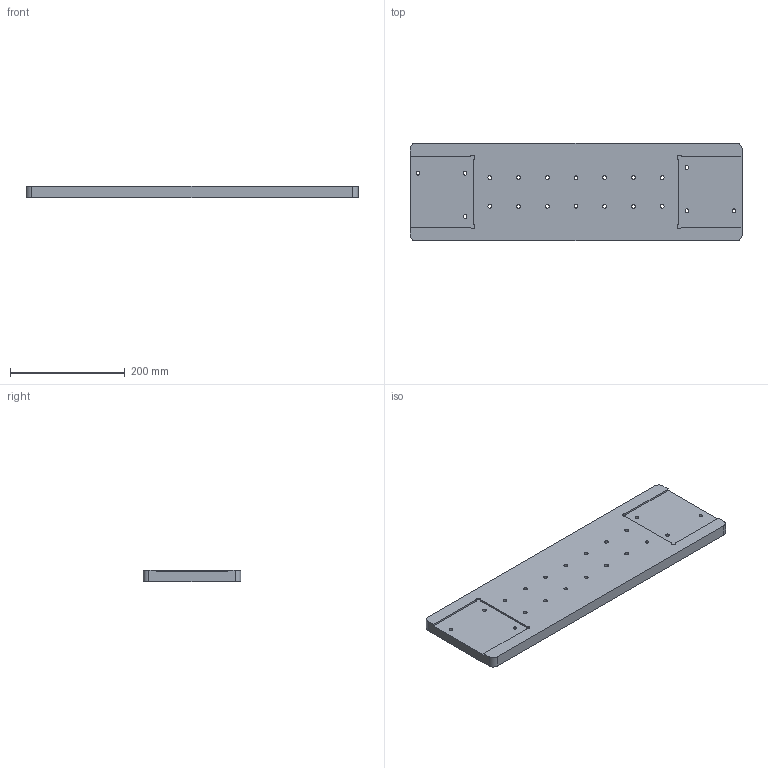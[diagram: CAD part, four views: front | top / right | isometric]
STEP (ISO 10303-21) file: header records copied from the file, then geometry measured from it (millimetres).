
FILE_DESCRIPTION (( 'STEP AP203' ), '1' );
FILE_NAME ('DP24111.step', '2021-10-21T14:50:19', ( '' ), ( '' ), 'SwSTEP 2.0', 'SolidWorks 2021', '' );
FILE_SCHEMA (( 'CONFIG_CONTROL_DESIGN' ));
Length unit declared in the file: millimetre
Products named in the file (1): DP24111
Bounding box: 577.85 x 170 x 20 mm (x, y, z)
Volume: 1864965.1 mm3; surface area: 234307.4 mm2
Topology: 1 solids, 1 shells, 90 faces, 246 edges, 164 vertices
Faces by surface type: cylinder 70, plane 20
Entity records: 3087 total; most frequent: DIRECTION 568, CARTESIAN_POINT 501, ORIENTED_EDGE 492, EDGE_CURVE 246, AXIS2_PLACEMENT_3D 231, VERTEX_POINT 164, CIRCLE 140, EDGE_LOOP 136
